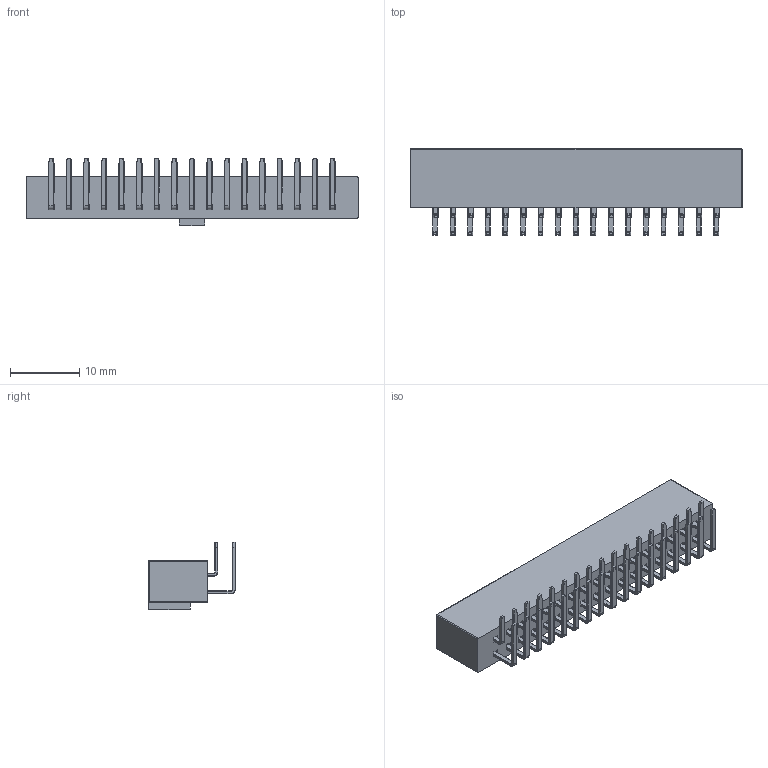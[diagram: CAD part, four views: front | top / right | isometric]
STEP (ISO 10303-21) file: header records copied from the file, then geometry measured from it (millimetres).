
FILE_DESCRIPTION (( 'STEP AP203' ), '1' );
FILE_NAME ('CB94342H100.STEP', '2018-08-31T09:01:51', ( '' ), ( '' ), 'SwSTEP 2.0', 'SolidWorks 2017', '' );
FILE_SCHEMA (( 'CONFIG_CONTROL_DESIGN' ));
Length unit declared in the file: millimetre
Products named in the file (4): cb94 BASE_34; CB91-t3; CB91-t2; CB94342H100
Assembly tree (35 placements, depth 2):
  CB94342H100
    cb94 BASE_34
    CB91-t2  x17
    CB91-t3  x17
Bounding box: 47.98 x 12.5 x 9.81 mm (x, y, z)
Volume: 2471.9 mm3; surface area: 3942.7 mm2
Topology: 35 solids, 35 shells, 1827 faces, 4583 edges, 2826 vertices
Faces by surface type: plane 928, cylinder 759, torus 140
Entity records: 12717 total; most frequent: CARTESIAN_POINT 2026, ORIENTED_EDGE 1934, DIRECTION 1891, EDGE_CURVE 967, LINE 861, VECTOR 861, VERTEX_POINT 586, AXIS2_PLACEMENT_3D 515
